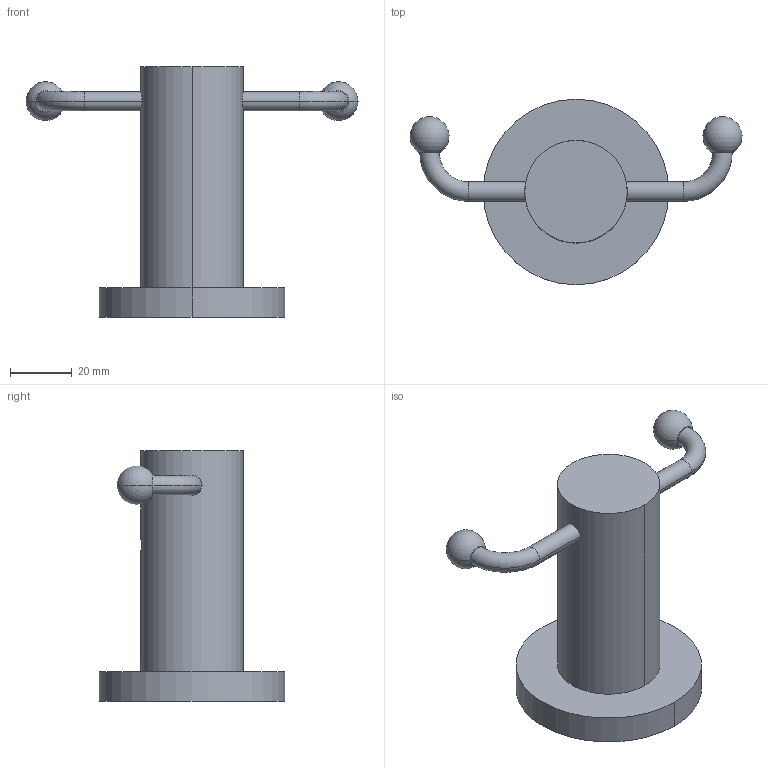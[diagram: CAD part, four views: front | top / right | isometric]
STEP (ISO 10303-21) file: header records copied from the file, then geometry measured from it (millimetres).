
FILE_DESCRIPTION((''),'2;1');
FILE_NAME('16-13_WEB','2010-07-26T',('pnmurthy'),(''),'PRO/ENGINEER BY PARAMETRIC TECHNOLOGY CORPORATION, 2009300','PRO/ENGINEER BY PARAMETRIC TECHNOLOGY CORPORATION, 2009300','');
FILE_SCHEMA(('CONFIG_CONTROL_DESIGN'));
Length unit declared in the file: inch
Products named in the file (1): 16-13_WEB
Bounding box: 107.96 x 60.33 x 81.5 mm (x, y, z)
Surface area: 20979 mm2 (no closed solid volume)
Topology: 0 solids, 10 shells, 30 faces, 77 edges, 50 vertices
Faces by surface type: cylinder 12, plane 6, torus 6, sphere 4, cone 2
Entity records: 1019 total; most frequent: CARTESIAN_POINT 272, DIRECTION 171, ORIENTED_EDGE 114, AXIS2_PLACEMENT_3D 78, EDGE_CURVE 73, VERTEX_POINT 50, CIRCLE 48, EDGE_LOOP 30
